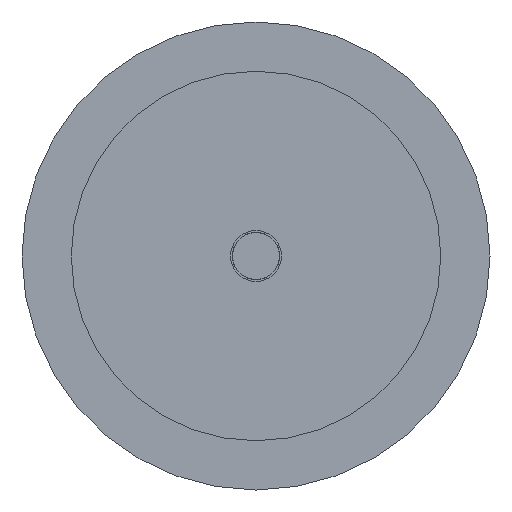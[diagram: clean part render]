
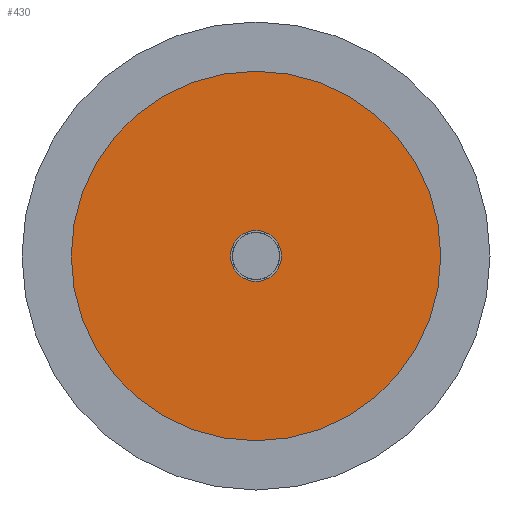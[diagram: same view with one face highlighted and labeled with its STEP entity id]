
A CAD part, front view. The second image highlights one B-rep face of the part: STEP entity #430.
In plain terms, the highlighted planar face has unit normal (0, -1, 0).
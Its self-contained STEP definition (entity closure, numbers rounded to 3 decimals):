
#46=FACE_BOUND('',#107,.T.);
#54=PLANE('',#492);
#70=FACE_OUTER_BOUND('',#106,.T.);
#106=EDGE_LOOP('',(#330));
#107=EDGE_LOOP('',(#331));
#186=CIRCLE('',#482,3.25);
#191=CIRCLE('',#491,23.625);
#218=VERTEX_POINT('',#719);
#223=VERTEX_POINT('',#736);
#253=EDGE_CURVE('',#218,#218,#186,.T.);
#261=EDGE_CURVE('',#223,#223,#191,.T.);
#330=ORIENTED_EDGE('',*,*,#261,.T.);
#331=ORIENTED_EDGE('',*,*,#253,.T.);
#430=ADVANCED_FACE('',(#70,#46),#54,.T.);
#482=AXIS2_PLACEMENT_3D('',#721,#566,#567);
#491=AXIS2_PLACEMENT_3D('',#738,#587,#588);
#492=AXIS2_PLACEMENT_3D('',#739,#589,#590);
#566=DIRECTION('center_axis',(0.,1.,0.));
#567=DIRECTION('ref_axis',(-1.,0.,0.));
#587=DIRECTION('center_axis',(0.,-1.,0.));
#588=DIRECTION('ref_axis',(1.,0.,0.));
#589=DIRECTION('center_axis',(0.,-1.,0.));
#590=DIRECTION('ref_axis',(0.,0.,-1.));
#719=CARTESIAN_POINT('',(6.364,-6.006,0.));
#721=CARTESIAN_POINT('Origin',(3.114,-6.006,0.));
#736=CARTESIAN_POINT('',(-20.511,-6.006,0.));
#738=CARTESIAN_POINT('Origin',(3.114,-6.006,0.));
#739=CARTESIAN_POINT('Origin',(3.114,-6.006,0.));
